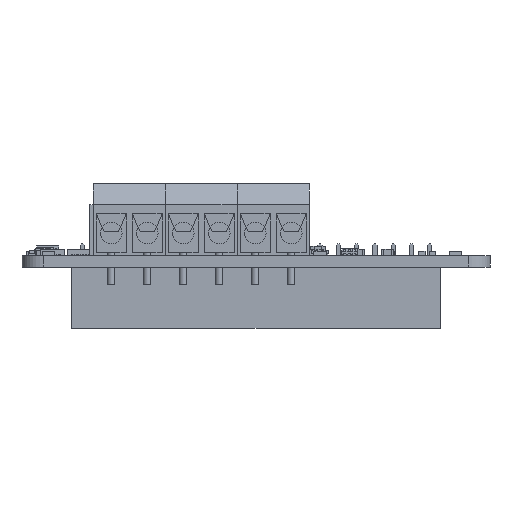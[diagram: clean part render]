
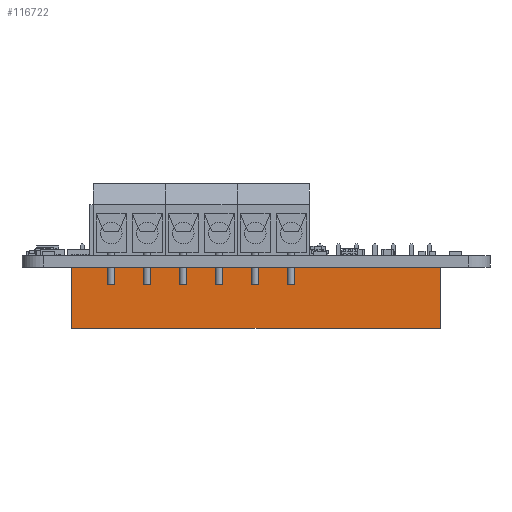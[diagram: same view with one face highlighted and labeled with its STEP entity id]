
A CAD part, front view. The second image highlights one B-rep face of the part: STEP entity #116722.
In plain terms, the highlighted planar face has unit normal (0, -1, 0).
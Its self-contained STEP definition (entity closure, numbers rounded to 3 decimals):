
#10538 = DIRECTION ( 'NONE',  ( 0., 0., -1. ) ) ;
#11726 = LINE ( 'NONE', #68418, #45436 ) ;
#12711 = EDGE_CURVE ( 'NONE', #131543, #116074, #173356, .T. ) ;
#14762 = DIRECTION ( 'NONE',  ( 1., 0., 0. ) ) ;
#18982 = CARTESIAN_POINT ( 'NONE',  ( 7.1, 50.03, 0. ) ) ;
#26978 = DIRECTION ( 'NONE',  ( 0., -1., 0. ) ) ;
#41719 = PLANE ( 'NONE',  #139430 ) ;
#42395 = VERTEX_POINT ( 'NONE', #63954 ) ;
#45436 = VECTOR ( 'NONE', #14762, 1000. ) ;
#54066 = CARTESIAN_POINT ( 'NONE',  ( 7.1, 50.03, -8.5 ) ) ;
#57010 = VECTOR ( 'NONE', #141111, 1000. ) ;
#57596 = CARTESIAN_POINT ( 'NONE',  ( 6.9, 50.03, 0. ) ) ;
#58226 = ORIENTED_EDGE ( 'NONE', *, *, #12711, .F. ) ;
#63954 = CARTESIAN_POINT ( 'NONE',  ( 6.9, 50.03, -8.5 ) ) ;
#68418 = CARTESIAN_POINT ( 'NONE',  ( 7.1, 50.03, -8.5 ) ) ;
#78950 = LINE ( 'NONE', #90850, #81011 ) ;
#79662 = VECTOR ( 'NONE', #112618, 1000. ) ;
#81011 = VECTOR ( 'NONE', #10538, 1000. ) ;
#84793 = CARTESIAN_POINT ( 'NONE',  ( 6.9, 50.03, 0. ) ) ;
#85967 = FACE_OUTER_BOUND ( 'NONE', #163353, .T. ) ;
#90850 = CARTESIAN_POINT ( 'NONE',  ( 58.1, 50.03, -8.5 ) ) ;
#110884 = EDGE_CURVE ( 'NONE', #42395, #131543, #115642, .T. ) ;
#112618 = DIRECTION ( 'NONE',  ( 0., 0., 1. ) ) ;
#115642 = LINE ( 'NONE', #84793, #79662 ) ;
#116074 = VERTEX_POINT ( 'NONE', #120976 ) ;
#116722 = ADVANCED_FACE ( 'NONE', ( #85967 ), #41719, .T. ) ;
#118491 = CARTESIAN_POINT ( 'NONE',  ( 58.1, 50.03, -8.5 ) ) ;
#120976 = CARTESIAN_POINT ( 'NONE',  ( 58.1, 50.03, 0. ) ) ;
#125237 = EDGE_CURVE ( 'NONE', #42395, #131646, #11726, .T. ) ;
#129961 = ORIENTED_EDGE ( 'NONE', *, *, #161851, .F. ) ;
#131543 = VERTEX_POINT ( 'NONE', #57596 ) ;
#131646 = VERTEX_POINT ( 'NONE', #118491 ) ;
#139430 = AXIS2_PLACEMENT_3D ( 'NONE', #54066, #26978, #150921 ) ;
#141111 = DIRECTION ( 'NONE',  ( 1., 0., 0. ) ) ;
#148683 = ORIENTED_EDGE ( 'NONE', *, *, #125237, .T. ) ;
#150921 = DIRECTION ( 'NONE',  ( 0., 0., -1. ) ) ;
#161851 = EDGE_CURVE ( 'NONE', #116074, #131646, #78950, .T. ) ;
#163353 = EDGE_LOOP ( 'NONE', ( #58226, #167960, #148683, #129961 ) ) ;
#167960 = ORIENTED_EDGE ( 'NONE', *, *, #110884, .F. ) ;
#173356 = LINE ( 'NONE', #18982, #57010 ) ;
